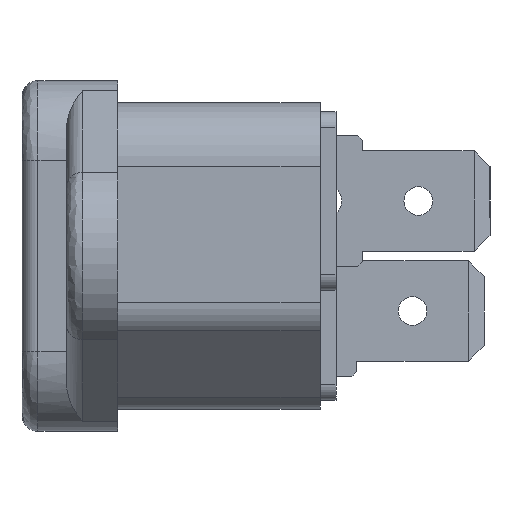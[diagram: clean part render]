
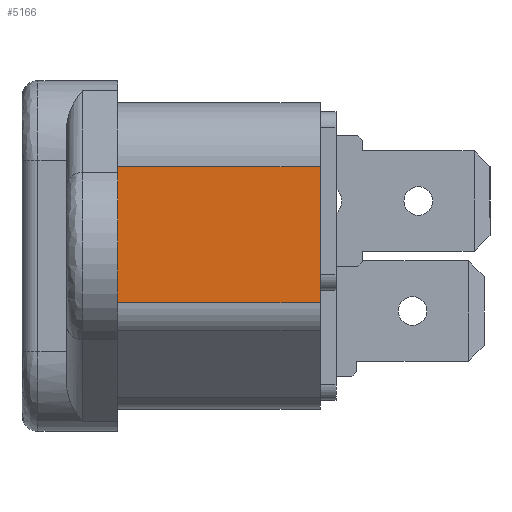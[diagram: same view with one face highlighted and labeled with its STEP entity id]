
A CAD part, left-side view. The second image highlights one B-rep face of the part: STEP entity #5166.
In plain terms, the highlighted planar face has unit normal (-1, 0, 0).
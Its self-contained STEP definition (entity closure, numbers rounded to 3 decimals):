
#109 = LINE ( 'NONE', #1819, #3823 ) ;
#690 = VERTEX_POINT ( 'NONE', #2461 ) ;
#723 = LINE ( 'NONE', #4780, #5380 ) ;
#1286 = ORIENTED_EDGE ( 'NONE', *, *, #3800, .F. ) ;
#1774 = VERTEX_POINT ( 'NONE', #2226 ) ;
#1805 = DIRECTION ( 'NONE',  ( 0., -1., 0. ) ) ;
#1819 = CARTESIAN_POINT ( 'NONE',  ( -13.5, -18.7, 5.6 ) ) ;
#2226 = CARTESIAN_POINT ( 'NONE',  ( -13.5, -18.7, 5.6 ) ) ;
#2267 = LINE ( 'NONE', #3900, #5631 ) ;
#2399 = CARTESIAN_POINT ( 'NONE',  ( -13.5, -6., 5.6 ) ) ;
#2461 = CARTESIAN_POINT ( 'NONE',  ( -13.5, -6., -2.933 ) ) ;
#2681 = ORIENTED_EDGE ( 'NONE', *, *, #2717, .F. ) ;
#2717 = EDGE_CURVE ( 'NONE', #1774, #5935, #109, .T. ) ;
#2754 = FACE_OUTER_BOUND ( 'NONE', #2926, .T. ) ;
#2926 = EDGE_LOOP ( 'NONE', ( #1286, #2681, #5080, #2980 ) ) ;
#2980 = ORIENTED_EDGE ( 'NONE', *, *, #5307, .T. ) ;
#3110 = VERTEX_POINT ( 'NONE', #2399 ) ;
#3476 = CARTESIAN_POINT ( 'NONE',  ( -13.5, -18.7, -2.933 ) ) ;
#3800 = EDGE_CURVE ( 'NONE', #5935, #690, #2267, .T. ) ;
#3823 = VECTOR ( 'NONE', #4148, 1000. ) ;
#3900 = CARTESIAN_POINT ( 'NONE',  ( -13.5, -18.7, -2.933 ) ) ;
#4148 = DIRECTION ( 'NONE',  ( 0., 0., -1. ) ) ;
#4378 = PLANE ( 'NONE',  #6679 ) ;
#4780 = CARTESIAN_POINT ( 'NONE',  ( -13.5, -6., 11. ) ) ;
#4920 = DIRECTION ( 'NONE',  ( 1., 0., 0. ) ) ;
#5080 = ORIENTED_EDGE ( 'NONE', *, *, #7197, .F. ) ;
#5151 = LINE ( 'NONE', #6300, #6430 ) ;
#5166 = ADVANCED_FACE ( 'NONE', ( #2754 ), #4378, .F. ) ;
#5307 = EDGE_CURVE ( 'NONE', #3110, #690, #723, .T. ) ;
#5380 = VECTOR ( 'NONE', #6373, 1000. ) ;
#5631 = VECTOR ( 'NONE', #6688, 1000. ) ;
#5935 = VERTEX_POINT ( 'NONE', #3476 ) ;
#6300 = CARTESIAN_POINT ( 'NONE',  ( -13.5, -18.7, 5.6 ) ) ;
#6373 = DIRECTION ( 'NONE',  ( 0., 0., -1. ) ) ;
#6430 = VECTOR ( 'NONE', #1805, 1000. ) ;
#6679 = AXIS2_PLACEMENT_3D ( 'NONE', #7172, #4920, #7100 ) ;
#6688 = DIRECTION ( 'NONE',  ( 0., 1., 0. ) ) ;
#7100 = DIRECTION ( 'NONE',  ( 0., 0., -1. ) ) ;
#7172 = CARTESIAN_POINT ( 'NONE',  ( -13.5, -18.7, 5.6 ) ) ;
#7197 = EDGE_CURVE ( 'NONE', #3110, #1774, #5151, .T. ) ;
